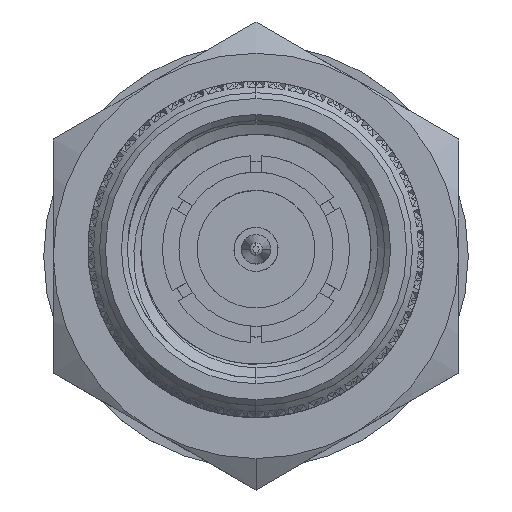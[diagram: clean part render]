
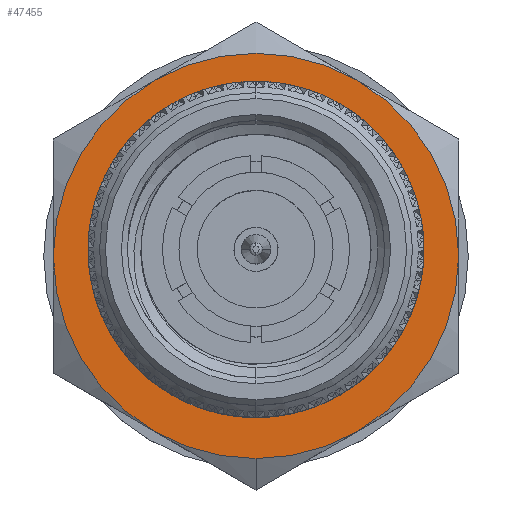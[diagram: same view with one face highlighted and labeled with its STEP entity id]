
A CAD part, top view. The second image highlights one B-rep face of the part: STEP entity #47455.
In plain terms, the highlighted face is planar.
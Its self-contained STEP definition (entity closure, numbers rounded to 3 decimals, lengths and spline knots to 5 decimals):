
#1997 = CARTESIAN_POINT ( 'NONE',  ( 0.8752, -0.25, 0. ) ) ;
#3869 = CIRCLE ( 'NONE', #72211, 0.34449 ) ;
#4118 = DIRECTION ( 'NONE',  ( 1., 0., 0. ) ) ;
#7265 = EDGE_CURVE ( 'NONE', #9269, #118363, #3869, .T. ) ;
#9255 = CARTESIAN_POINT ( 'NONE',  ( 0.8752, 0.29834, 0.17224 ) ) ;
#9269 = VERTEX_POINT ( 'NONE', #115158 ) ;
#9745 = CARTESIAN_POINT ( 'NONE',  ( 0.8752, 0., 0. ) ) ;
#10231 = CARTESIAN_POINT ( 'NONE',  ( 0.8752, -0.29834, 0.17224 ) ) ;
#17285 = PLANE ( 'NONE',  #38645 ) ;
#17620 = CARTESIAN_POINT ( 'NONE',  ( 0.8752, 0., 0.34449 ) ) ;
#28198 = VERTEX_POINT ( 'NONE', #10231 ) ;
#28277 = FACE_OUTER_BOUND ( 'NONE', #59521, .T. ) ;
#30313 = ORIENTED_EDGE ( 'NONE', *, *, #7265, .T. ) ;
#30361 = CARTESIAN_POINT ( 'NONE',  ( 0.8752, 0., 0. ) ) ;
#31435 = DIRECTION ( 'NONE',  ( 0., 1., 0. ) ) ;
#34299 = ORIENTED_EDGE ( 'NONE', *, *, #122200, .T. ) ;
#36214 = CARTESIAN_POINT ( 'NONE',  ( 0.8752, 0., 0. ) ) ;
#36936 = ORIENTED_EDGE ( 'NONE', *, *, #120905, .T. ) ;
#37107 = CARTESIAN_POINT ( 'NONE',  ( 0.8752, 0.34022, 0. ) ) ;
#38645 = AXIS2_PLACEMENT_3D ( 'NONE', #37107, #119903, #98670 ) ;
#40584 = CARTESIAN_POINT ( 'NONE',  ( 0.8752, 0., 0. ) ) ;
#43309 = ORIENTED_EDGE ( 'NONE', *, *, #44991, .T. ) ;
#43590 = CARTESIAN_POINT ( 'NONE',  ( 0.8752, 0., 0. ) ) ;
#44640 = DIRECTION ( 'NONE',  ( 0., 1., 0. ) ) ;
#44991 = EDGE_CURVE ( 'NONE', #28198, #51258, #87487, .T. ) ;
#45208 = AXIS2_PLACEMENT_3D ( 'NONE', #30361, #92854, #48719 ) ;
#46780 = EDGE_CURVE ( 'NONE', #80595, #96048, #112106, .T. ) ;
#47096 = CIRCLE ( 'NONE', #119690, 0.34449 ) ;
#47276 = DIRECTION ( 'NONE',  ( 0., 1., 0. ) ) ;
#47455 = ADVANCED_FACE ( 'NONE', ( #115243, #28277 ), #17285, .T. ) ;
#48719 = DIRECTION ( 'NONE',  ( 0., 1., 0. ) ) ;
#49578 = DIRECTION ( 'NONE',  ( 1., 0., 0. ) ) ;
#50333 = DIRECTION ( 'NONE',  ( 1., 0., 0. ) ) ;
#51258 = VERTEX_POINT ( 'NONE', #90568 ) ;
#53939 = EDGE_CURVE ( 'NONE', #120950, #122079, #47096, .T. ) ;
#54001 = ORIENTED_EDGE ( 'NONE', *, *, #56740, .T. ) ;
#54051 = DIRECTION ( 'NONE',  ( 0., 1., 0. ) ) ;
#54658 = CIRCLE ( 'NONE', #55502, 0.25 ) ;
#55502 = AXIS2_PLACEMENT_3D ( 'NONE', #115782, #4118, #54051 ) ;
#56706 = CARTESIAN_POINT ( 'NONE',  ( 0.8752, 0., 0. ) ) ;
#56740 = EDGE_CURVE ( 'NONE', #118363, #63090, #117475, .T. ) ;
#59521 = EDGE_LOOP ( 'NONE', ( #101083, #30313, #54001, #36936, #43309, #34299, #96084 ) ) ;
#63090 = VERTEX_POINT ( 'NONE', #17620 ) ;
#63752 = DIRECTION ( 'NONE',  ( 1., 0., 0. ) ) ;
#64781 = CARTESIAN_POINT ( 'NONE',  ( 0.8752, 0.25, 0. ) ) ;
#72211 = AXIS2_PLACEMENT_3D ( 'NONE', #43590, #63752, #31435 ) ;
#74698 = AXIS2_PLACEMENT_3D ( 'NONE', #56706, #128679, #47276 ) ;
#75870 = EDGE_CURVE ( 'NONE', #122079, #9269, #84455, .T. ) ;
#80595 = VERTEX_POINT ( 'NONE', #64781 ) ;
#80849 = ORIENTED_EDGE ( 'NONE', *, *, #122564, .F. ) ;
#81713 = DIRECTION ( 'NONE',  ( 1., 0., 0. ) ) ;
#81830 = CARTESIAN_POINT ( 'NONE',  ( 0.8752, 0., 0. ) ) ;
#82871 = AXIS2_PLACEMENT_3D ( 'NONE', #9745, #81713, #112806 ) ;
#84455 = CIRCLE ( 'NONE', #100184, 0.34449 ) ;
#87487 = CIRCLE ( 'NONE', #45208, 0.34449 ) ;
#90568 = CARTESIAN_POINT ( 'NONE',  ( 0.8752, -0.29834, -0.17224 ) ) ;
#92854 = DIRECTION ( 'NONE',  ( 1., 0., 0. ) ) ;
#95405 = DIRECTION ( 'NONE',  ( 1., 0., 0. ) ) ;
#96048 = VERTEX_POINT ( 'NONE', #1997 ) ;
#96084 = ORIENTED_EDGE ( 'NONE', *, *, #53939, .T. ) ;
#96487 = DIRECTION ( 'NONE',  ( 0., 1., 0. ) ) ;
#96692 = ORIENTED_EDGE ( 'NONE', *, *, #46780, .F. ) ;
#98670 = DIRECTION ( 'NONE',  ( 0., 1., 0. ) ) ;
#100184 = AXIS2_PLACEMENT_3D ( 'NONE', #81830, #50333, #122819 ) ;
#101083 = ORIENTED_EDGE ( 'NONE', *, *, #75870, .T. ) ;
#102356 = CARTESIAN_POINT ( 'NONE',  ( 0.8752, 0., -0.34449 ) ) ;
#106000 = CARTESIAN_POINT ( 'NONE',  ( 0.8752, 0.29834, -0.17224 ) ) ;
#108901 = AXIS2_PLACEMENT_3D ( 'NONE', #36214, #118593, #96487 ) ;
#112106 = CIRCLE ( 'NONE', #74698, 0.25 ) ;
#112806 = DIRECTION ( 'NONE',  ( 0., 1., 0. ) ) ;
#114243 = CIRCLE ( 'NONE', #108901, 0.34449 ) ;
#115158 = CARTESIAN_POINT ( 'NONE',  ( 0.8752, 0.34449, 0. ) ) ;
#115243 = FACE_BOUND ( 'NONE', #122289, .T. ) ;
#115782 = CARTESIAN_POINT ( 'NONE',  ( 0.8752, 0., 0. ) ) ;
#117475 = CIRCLE ( 'NONE', #126906, 0.34449 ) ;
#118363 = VERTEX_POINT ( 'NONE', #9255 ) ;
#118593 = DIRECTION ( 'NONE',  ( 1., 0., 0. ) ) ;
#119690 = AXIS2_PLACEMENT_3D ( 'NONE', #40584, #49578, #121603 ) ;
#119903 = DIRECTION ( 'NONE',  ( 1., 0., 0. ) ) ;
#120905 = EDGE_CURVE ( 'NONE', #63090, #28198, #122478, .T. ) ;
#120950 = VERTEX_POINT ( 'NONE', #102356 ) ;
#121603 = DIRECTION ( 'NONE',  ( 0., 1., 0. ) ) ;
#122079 = VERTEX_POINT ( 'NONE', #106000 ) ;
#122200 = EDGE_CURVE ( 'NONE', #51258, #120950, #114243, .T. ) ;
#122289 = EDGE_LOOP ( 'NONE', ( #80849, #96692 ) ) ;
#122478 = CIRCLE ( 'NONE', #82871, 0.34449 ) ;
#122564 = EDGE_CURVE ( 'NONE', #96048, #80595, #54658, .T. ) ;
#122819 = DIRECTION ( 'NONE',  ( 0., 1., 0. ) ) ;
#126050 = CARTESIAN_POINT ( 'NONE',  ( 0.8752, 0., 0. ) ) ;
#126906 = AXIS2_PLACEMENT_3D ( 'NONE', #126050, #95405, #44640 ) ;
#128679 = DIRECTION ( 'NONE',  ( 1., 0., 0. ) ) ;
